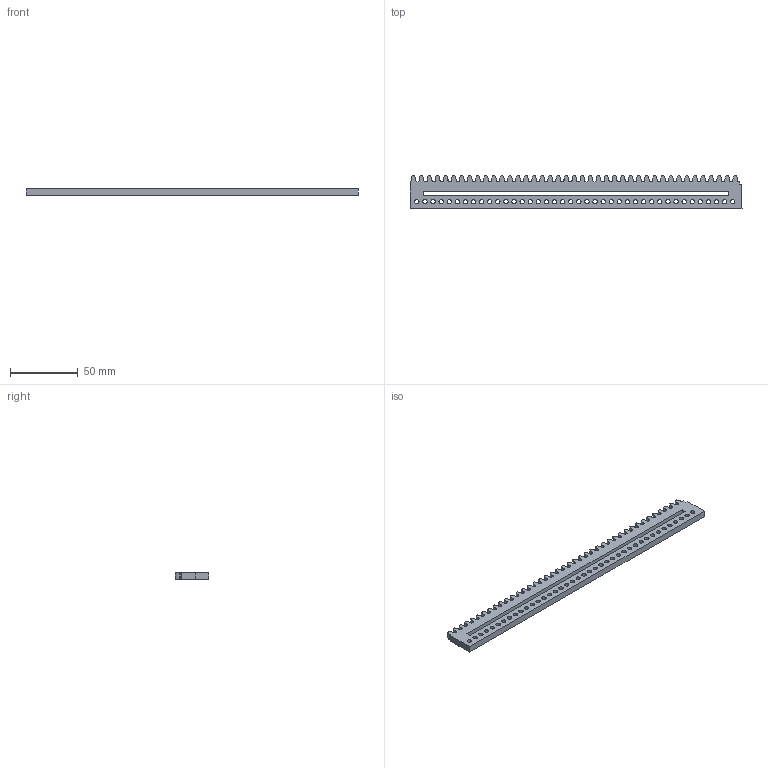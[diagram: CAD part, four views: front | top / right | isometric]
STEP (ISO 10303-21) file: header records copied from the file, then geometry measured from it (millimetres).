
FILE_DESCRIPTION(/* description */ (''),/* implementation_level */ '2;1');
FILE_NAME(/* name */ 'rack_increased v3.step',/* time_stamp */ '2023-12-19T02:37:56-05:00',/* author */ (''),/* organization */ (''),/* preprocessor_version */ 'ST-DEVELOPER v20',/* originating_system */ 'Autodesk Translation Framework v12.14.0.127',/* authorisation */ '');
FILE_SCHEMA (('AUTOMOTIVE_DESIGN { 1 0 10303 214 3 1 1 }'));
Products named in the file (2): rack_increased; Spur Gear (20 teeth)
Assembly tree (1 placements, depth 2):
  rack_increased
    Spur Gear (20 teeth)
Bounding box: 245.94 x 24.64 x 5 mm (x, y, z)
Volume: 22465.8 mm3; surface area: 17334.3 mm2
Topology: 1 solids, 1 shells, 382 faces, 1140 edges, 760 vertices
Faces by surface type: cylinder 163, plane 137, bspline 82
Full cylindrical faces by diameter (mm): 3.2 x40
Entity records: 36641 total; most frequent: CARTESIAN_POINT 26639, ORIENTED_EDGE 2280, DIRECTION 1908, EDGE_CURVE 1140, VERTEX_POINT 760, LINE 650, VECTOR 650, AXIS2_PLACEMENT_3D 629
